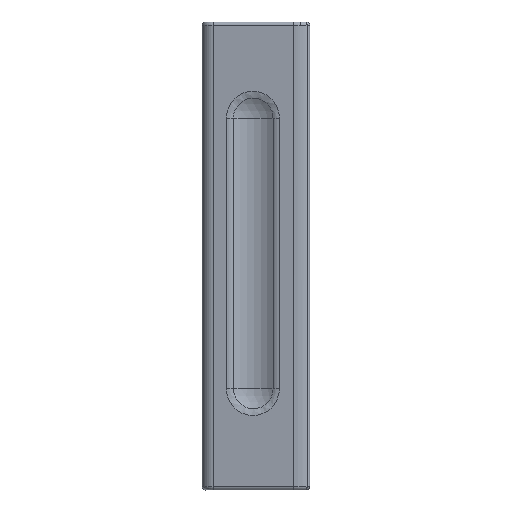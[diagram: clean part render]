
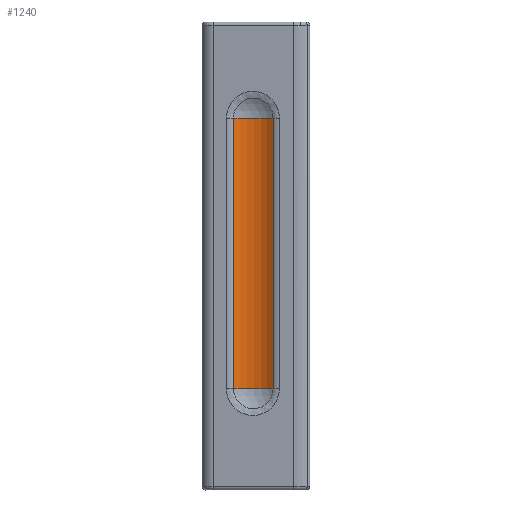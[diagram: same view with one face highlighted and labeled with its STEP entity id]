
A CAD part, top view. The second image highlights one B-rep face of the part: STEP entity #1240.
In plain terms, the highlighted cylindrical face has radius 12 mm (diameter 24 mm), a partial arc.
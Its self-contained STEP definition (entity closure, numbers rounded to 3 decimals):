
#55 = CYLINDRICAL_SURFACE('',#56,4.);
#56 = AXIS2_PLACEMENT_3D('',#57,#58,#59);
#57 = CARTESIAN_POINT('',(38.604,-40.,31.019));
#58 = DIRECTION('',(0.,1.,0.));
#59 = DIRECTION('',(-0.201,0.,0.98));
#171 = CYLINDRICAL_SURFACE('',#172,4.);
#172 = AXIS2_PLACEMENT_3D('',#173,#174,#175);
#173 = CARTESIAN_POINT('',(22.965,40.,
    27.813));
#174 = DIRECTION('',(0.,-1.,0.));
#175 = DIRECTION('',(-0.201,0.,0.98)
  );
#473 = VERTEX_POINT('',#474);
#474 = CARTESIAN_POINT('',(35.953,-40.,34.014));
#499 = EDGE_CURVE('',#473,#500,#502,.T.);
#500 = VERTEX_POINT('',#501);
#501 = CARTESIAN_POINT('',(35.953,40.,
    34.014));
#502 = SURFACE_CURVE('',#503,(#507,#514),.PCURVE_S1.);
#503 = LINE('',#504,#505);
#504 = CARTESIAN_POINT('',(35.953,-40.,34.014));
#505 = VECTOR('',#506,1.);
#506 = DIRECTION('',(0.,1.,0.));
#507 = PCURVE('',#55,#508);
#508 = DEFINITIONAL_REPRESENTATION('',(#509),#513);
#509 = LINE('',#510,#511);
#510 = CARTESIAN_POINT('',(-0.522,0.));
#511 = VECTOR('',#512,1.);
#512 = DIRECTION('',(-0.,1.));
#513 = ( GEOMETRIC_REPRESENTATION_CONTEXT(2) 
PARAMETRIC_REPRESENTATION_CONTEXT() REPRESENTATION_CONTEXT('2D SPACE',''
  ) );
#514 = PCURVE('',#515,#520);
#515 = CYLINDRICAL_SURFACE('',#516,12.);
#516 = AXIS2_PLACEMENT_3D('',#517,#518,#519);
#517 = CARTESIAN_POINT('',(28.,-40.,43.));
#518 = DIRECTION('',(0.,1.,0.));
#519 = DIRECTION('',(0.,0.,1.));
#520 = DEFINITIONAL_REPRESENTATION('',(#521),#525);
#521 = LINE('',#522,#523);
#522 = CARTESIAN_POINT('',(-3.866,0.));
#523 = VECTOR('',#524,1.);
#524 = DIRECTION('',(-0.,1.));
#525 = ( GEOMETRIC_REPRESENTATION_CONTEXT(2) 
PARAMETRIC_REPRESENTATION_CONTEXT() REPRESENTATION_CONTEXT('2D SPACE',''
  ) );
#557 = VERTEX_POINT('',#558);
#558 = CARTESIAN_POINT('',(24.224,-40.,31.61));
#608 = SPHERICAL_SURFACE('',#609,12.);
#609 = AXIS2_PLACEMENT_3D('',#610,#611,#612);
#610 = CARTESIAN_POINT('',(28.,-40.,43.));
#611 = DIRECTION('',(0.,-1.,0.));
#612 = DIRECTION('',(0.,0.,1.));
#644 = VERTEX_POINT('',#645);
#645 = CARTESIAN_POINT('',(24.224,40.,
    31.61));
#670 = SPHERICAL_SURFACE('',#671,12.);
#671 = AXIS2_PLACEMENT_3D('',#672,#673,#674);
#672 = CARTESIAN_POINT('',(28.,40.,43.));
#673 = DIRECTION('',(0.,-1.,0.));
#674 = DIRECTION('',(0.,0.,1.));
#728 = EDGE_CURVE('',#644,#557,#729,.T.);
#729 = SURFACE_CURVE('',#730,(#734,#741),.PCURVE_S1.);
#730 = LINE('',#731,#732);
#731 = CARTESIAN_POINT('',(24.224,40.,
    31.61));
#732 = VECTOR('',#733,1.);
#733 = DIRECTION('',(0.,-1.,0.));
#734 = PCURVE('',#171,#735);
#735 = DEFINITIONAL_REPRESENTATION('',(#736),#740);
#736 = LINE('',#737,#738);
#737 = CARTESIAN_POINT('',(-0.522,0.));
#738 = VECTOR('',#739,1.);
#739 = DIRECTION('',(-0.,1.));
#740 = ( GEOMETRIC_REPRESENTATION_CONTEXT(2) 
PARAMETRIC_REPRESENTATION_CONTEXT() REPRESENTATION_CONTEXT('2D SPACE',''
  ) );
#741 = PCURVE('',#515,#742);
#742 = DEFINITIONAL_REPRESENTATION('',(#743),#747);
#743 = LINE('',#744,#745);
#744 = CARTESIAN_POINT('',(-2.821,80.));
#745 = VECTOR('',#746,1.);
#746 = DIRECTION('',(-0.,-1.));
#747 = ( GEOMETRIC_REPRESENTATION_CONTEXT(2) 
PARAMETRIC_REPRESENTATION_CONTEXT() REPRESENTATION_CONTEXT('2D SPACE',''
  ) );
#1240 = ADVANCED_FACE('',(#1241),#515,.F.);
#1241 = FACE_BOUND('',#1242,.T.);
#1242 = EDGE_LOOP('',(#1243,#1265,#1266,#1288));
#1243 = ORIENTED_EDGE('',*,*,#1244,.F.);
#1244 = EDGE_CURVE('',#644,#500,#1245,.T.);
#1245 = SURFACE_CURVE('',#1246,(#1251,#1258),.PCURVE_S1.);
#1246 = CIRCLE('',#1247,12.);
#1247 = AXIS2_PLACEMENT_3D('',#1248,#1249,#1250);
#1248 = CARTESIAN_POINT('',(28.,40.,43.));
#1249 = DIRECTION('',(0.,-1.,0.));
#1250 = DIRECTION('',(0.,0.,1.));
#1251 = PCURVE('',#515,#1252);
#1252 = DEFINITIONAL_REPRESENTATION('',(#1253),#1257);
#1253 = LINE('',#1254,#1255);
#1254 = CARTESIAN_POINT('',(-0.,80.));
#1255 = VECTOR('',#1256,1.);
#1256 = DIRECTION('',(-1.,0.));
#1257 = ( GEOMETRIC_REPRESENTATION_CONTEXT(2) 
PARAMETRIC_REPRESENTATION_CONTEXT() REPRESENTATION_CONTEXT('2D SPACE',''
  ) );
#1258 = PCURVE('',#670,#1259);
#1259 = DEFINITIONAL_REPRESENTATION('',(#1260),#1264);
#1260 = LINE('',#1261,#1262);
#1261 = CARTESIAN_POINT('',(0.,0.));
#1262 = VECTOR('',#1263,1.);
#1263 = DIRECTION('',(1.,0.));
#1264 = ( GEOMETRIC_REPRESENTATION_CONTEXT(2) 
PARAMETRIC_REPRESENTATION_CONTEXT() REPRESENTATION_CONTEXT('2D SPACE',''
  ) );
#1265 = ORIENTED_EDGE('',*,*,#728,.T.);
#1266 = ORIENTED_EDGE('',*,*,#1267,.T.);
#1267 = EDGE_CURVE('',#557,#473,#1268,.T.);
#1268 = SURFACE_CURVE('',#1269,(#1274,#1281),.PCURVE_S1.);
#1269 = CIRCLE('',#1270,12.);
#1270 = AXIS2_PLACEMENT_3D('',#1271,#1272,#1273);
#1271 = CARTESIAN_POINT('',(28.,-40.,43.));
#1272 = DIRECTION('',(0.,-1.,0.));
#1273 = DIRECTION('',(0.,0.,1.));
#1274 = PCURVE('',#515,#1275);
#1275 = DEFINITIONAL_REPRESENTATION('',(#1276),#1280);
#1276 = LINE('',#1277,#1278);
#1277 = CARTESIAN_POINT('',(-0.,0.));
#1278 = VECTOR('',#1279,1.);
#1279 = DIRECTION('',(-1.,0.));
#1280 = ( GEOMETRIC_REPRESENTATION_CONTEXT(2) 
PARAMETRIC_REPRESENTATION_CONTEXT() REPRESENTATION_CONTEXT('2D SPACE',''
  ) );
#1281 = PCURVE('',#608,#1282);
#1282 = DEFINITIONAL_REPRESENTATION('',(#1283),#1287);
#1283 = LINE('',#1284,#1285);
#1284 = CARTESIAN_POINT('',(0.,0.));
#1285 = VECTOR('',#1286,1.);
#1286 = DIRECTION('',(1.,0.));
#1287 = ( GEOMETRIC_REPRESENTATION_CONTEXT(2) 
PARAMETRIC_REPRESENTATION_CONTEXT() REPRESENTATION_CONTEXT('2D SPACE',''
  ) );
#1288 = ORIENTED_EDGE('',*,*,#499,.T.);
